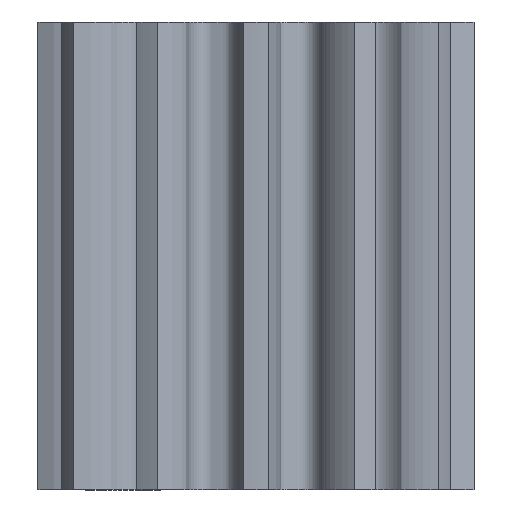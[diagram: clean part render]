
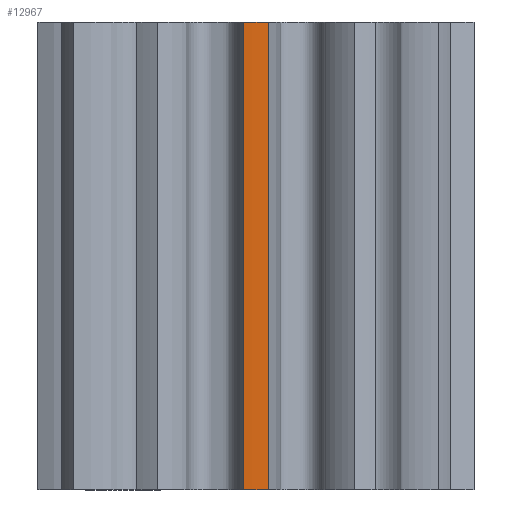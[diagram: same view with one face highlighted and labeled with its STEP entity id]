
A CAD part, front view. The second image highlights one B-rep face of the part: STEP entity #12967.
In plain terms, the highlighted cylindrical face has radius 8.89 mm (diameter 17.78 mm), a partial arc.
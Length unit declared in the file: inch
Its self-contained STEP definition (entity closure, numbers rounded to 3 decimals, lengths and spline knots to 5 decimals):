
#93 = CARTESIAN_POINT ( 'NONE',  ( -0.01959, -0.34945, 0. ) ) ;
#149 = CARTESIAN_POINT ( 'NONE',  ( 0.01959, -0.34945, 0. ) ) ;
#513 = DIRECTION ( 'NONE',  ( 0., 0., 1. ) ) ;
#895 = CARTESIAN_POINT ( 'NONE',  ( 0., 0., 0.375 ) ) ;
#2652 = FACE_OUTER_BOUND ( 'NONE', #6114, .T. ) ;
#3333 = DIRECTION ( 'NONE',  ( 0., 0., -1. ) ) ;
#3609 = DIRECTION ( 'NONE',  ( 0., 0., 1. ) ) ;
#4327 = VECTOR ( 'NONE', #3333, 39.37008 ) ;
#4496 = DIRECTION ( 'NONE',  ( 0., 0., -1. ) ) ;
#4584 = CARTESIAN_POINT ( 'NONE',  ( 0.01959, -0.34945, -0.375 ) ) ;
#4609 = CARTESIAN_POINT ( 'NONE',  ( 0.01959, -0.34945, 0.375 ) ) ;
#5158 = CARTESIAN_POINT ( 'NONE',  ( 0., 0., -0.375 ) ) ;
#5493 = CIRCLE ( 'NONE', #12330, 0.35 ) ;
#5599 = LINE ( 'NONE', #93, #4327 ) ;
#5665 = DIRECTION ( 'NONE',  ( 1., 0., 0. ) ) ;
#5910 = ORIENTED_EDGE ( 'NONE', *, *, #7003, .T. ) ;
#6091 = CYLINDRICAL_SURFACE ( 'NONE', #8935, 0.35 ) ;
#6114 = EDGE_LOOP ( 'NONE', ( #7614, #5910, #6468, #12328 ) ) ;
#6416 = DIRECTION ( 'NONE',  ( 0., 0., 1. ) ) ;
#6468 = ORIENTED_EDGE ( 'NONE', *, *, #12795, .T. ) ;
#7003 = EDGE_CURVE ( 'NONE', #8170, #13451, #13641, .T. ) ;
#7614 = ORIENTED_EDGE ( 'NONE', *, *, #10637, .T. ) ;
#7827 = VERTEX_POINT ( 'NONE', #13465 ) ;
#8170 = VERTEX_POINT ( 'NONE', #4584 ) ;
#8921 = CIRCLE ( 'NONE', #10794, 0.35 ) ;
#8935 = AXIS2_PLACEMENT_3D ( 'NONE', #12891, #513, #11928 ) ;
#9664 = DIRECTION ( 'NONE',  ( 1., 0., 0. ) ) ;
#10203 = VERTEX_POINT ( 'NONE', #10860 ) ;
#10637 = EDGE_CURVE ( 'NONE', #7827, #8170, #5493, .T. ) ;
#10794 = AXIS2_PLACEMENT_3D ( 'NONE', #895, #4496, #5665 ) ;
#10860 = CARTESIAN_POINT ( 'NONE',  ( -0.01959, -0.34945, 0.375 ) ) ;
#11161 = EDGE_CURVE ( 'NONE', #10203, #7827, #5599, .T. ) ;
#11928 = DIRECTION ( 'NONE',  ( 1., 0., 0. ) ) ;
#12328 = ORIENTED_EDGE ( 'NONE', *, *, #11161, .T. ) ;
#12330 = AXIS2_PLACEMENT_3D ( 'NONE', #5158, #6416, #9664 ) ;
#12795 = EDGE_CURVE ( 'NONE', #13451, #10203, #8921, .T. ) ;
#12891 = CARTESIAN_POINT ( 'NONE',  ( 0., 0., 0. ) ) ;
#12967 = ADVANCED_FACE ( 'NONE', ( #2652 ), #6091, .T. ) ;
#13451 = VERTEX_POINT ( 'NONE', #4609 ) ;
#13465 = CARTESIAN_POINT ( 'NONE',  ( -0.01959, -0.34945, -0.375 ) ) ;
#13641 = LINE ( 'NONE', #149, #14387 ) ;
#14387 = VECTOR ( 'NONE', #3609, 39.37008 ) ;
